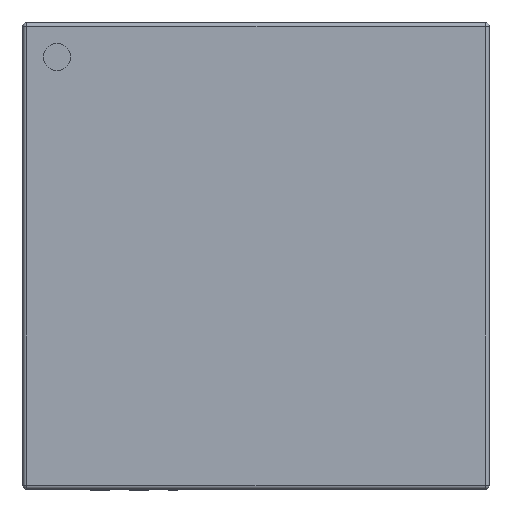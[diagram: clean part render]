
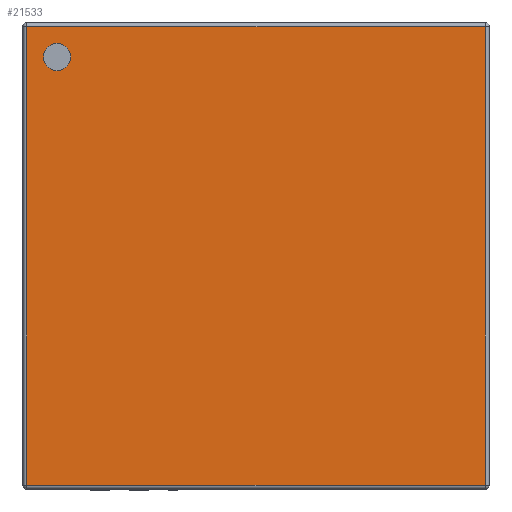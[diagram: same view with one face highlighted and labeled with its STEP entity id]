
A CAD part, top view. The second image highlights one B-rep face of the part: STEP entity #21533.
In plain terms, the highlighted planar face has unit normal (0, 0, 1).
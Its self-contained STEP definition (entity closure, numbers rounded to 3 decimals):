
#4942 = CYLINDRICAL_SURFACE('',#4943,0.05);
#4943 = AXIS2_PLACEMENT_3D('',#4944,#4945,#4946);
#4944 = CARTESIAN_POINT('',(-2.99,2.94,0.83));
#4945 = DIRECTION('',(1.,0.,0.));
#4946 = DIRECTION('',(0.,1.,0.));
#18319 = VERTEX_POINT('',#18320);
#18320 = CARTESIAN_POINT('',(-2.94,2.94,0.88));
#18342 = EDGE_CURVE('',#18319,#18343,#18345,.T.);
#18343 = VERTEX_POINT('',#18344);
#18344 = CARTESIAN_POINT('',(2.94,2.94,0.88));
#18345 = SURFACE_CURVE('',#18346,(#18350,#18357),.PCURVE_S1.);
#18346 = LINE('',#18347,#18348);
#18347 = CARTESIAN_POINT('',(-2.99,2.94,0.88));
#18348 = VECTOR('',#18349,1.);
#18349 = DIRECTION('',(1.,0.,0.));
#18350 = PCURVE('',#4942,#18351);
#18351 = DEFINITIONAL_REPRESENTATION('',(#18352),#18356);
#18352 = LINE('',#18353,#18354);
#18353 = CARTESIAN_POINT('',(1.571,0.));
#18354 = VECTOR('',#18355,1.);
#18355 = DIRECTION('',(0.,1.));
#18356 = ( GEOMETRIC_REPRESENTATION_CONTEXT(2) 
PARAMETRIC_REPRESENTATION_CONTEXT() REPRESENTATION_CONTEXT('2D SPACE',''
  ) );
#18357 = PCURVE('',#18358,#18363);
#18358 = PLANE('',#18359);
#18359 = AXIS2_PLACEMENT_3D('',#18360,#18361,#18362);
#18360 = CARTESIAN_POINT('',(-2.99,-2.99,0.88));
#18361 = DIRECTION('',(0.,0.,1.));
#18362 = DIRECTION('',(1.,0.,0.));
#18363 = DEFINITIONAL_REPRESENTATION('',(#18364),#18368);
#18364 = LINE('',#18365,#18366);
#18365 = CARTESIAN_POINT('',(0.,5.93));
#18366 = VECTOR('',#18367,1.);
#18367 = DIRECTION('',(1.,0.));
#18368 = ( GEOMETRIC_REPRESENTATION_CONTEXT(2) 
PARAMETRIC_REPRESENTATION_CONTEXT() REPRESENTATION_CONTEXT('2D SPACE',''
  ) );
#18707 = CYLINDRICAL_SURFACE('',#18708,0.05);
#18708 = AXIS2_PLACEMENT_3D('',#18709,#18710,#18711);
#18709 = CARTESIAN_POINT('',(-2.94,2.94,0.83));
#18710 = DIRECTION('',(-0.,-1.,-0.));
#18711 = DIRECTION('',(-1.,0.,0.));
#19020 = CYLINDRICAL_SURFACE('',#19021,0.05);
#19021 = AXIS2_PLACEMENT_3D('',#19022,#19023,#19024);
#19022 = CARTESIAN_POINT('',(-2.99,-2.94,0.83));
#19023 = DIRECTION('',(1.,0.,0.));
#19024 = DIRECTION('',(0.,-1.,0.));
#20415 = CYLINDRICAL_SURFACE('',#20416,0.05);
#20416 = AXIS2_PLACEMENT_3D('',#20417,#20418,#20419);
#20417 = CARTESIAN_POINT('',(2.94,2.94,0.83));
#20418 = DIRECTION('',(-0.,-1.,-0.));
#20419 = DIRECTION('',(0.,0.,1.));
#21533 = ADVANCED_FACE('',(#21534,#21604),#18358,.T.);
#21534 = FACE_BOUND('',#21535,.T.);
#21535 = EDGE_LOOP('',(#21536,#21561,#21582,#21583));
#21536 = ORIENTED_EDGE('',*,*,#21537,.T.);
#21537 = EDGE_CURVE('',#21538,#21540,#21542,.T.);
#21538 = VERTEX_POINT('',#21539);
#21539 = CARTESIAN_POINT('',(-2.94,-2.94,0.88));
#21540 = VERTEX_POINT('',#21541);
#21541 = CARTESIAN_POINT('',(2.94,-2.94,0.88));
#21542 = SURFACE_CURVE('',#21543,(#21547,#21554),.PCURVE_S1.);
#21543 = LINE('',#21544,#21545);
#21544 = CARTESIAN_POINT('',(-2.99,-2.94,0.88));
#21545 = VECTOR('',#21546,1.);
#21546 = DIRECTION('',(1.,0.,0.));
#21547 = PCURVE('',#18358,#21548);
#21548 = DEFINITIONAL_REPRESENTATION('',(#21549),#21553);
#21549 = LINE('',#21550,#21551);
#21550 = CARTESIAN_POINT('',(0.,0.05));
#21551 = VECTOR('',#21552,1.);
#21552 = DIRECTION('',(1.,0.));
#21553 = ( GEOMETRIC_REPRESENTATION_CONTEXT(2) 
PARAMETRIC_REPRESENTATION_CONTEXT() REPRESENTATION_CONTEXT('2D SPACE',''
  ) );
#21554 = PCURVE('',#19020,#21555);
#21555 = DEFINITIONAL_REPRESENTATION('',(#21556),#21560);
#21556 = LINE('',#21557,#21558);
#21557 = CARTESIAN_POINT('',(-1.571,0.));
#21558 = VECTOR('',#21559,1.);
#21559 = DIRECTION('',(-0.,1.));
#21560 = ( GEOMETRIC_REPRESENTATION_CONTEXT(2) 
PARAMETRIC_REPRESENTATION_CONTEXT() REPRESENTATION_CONTEXT('2D SPACE',''
  ) );
#21561 = ORIENTED_EDGE('',*,*,#21562,.F.);
#21562 = EDGE_CURVE('',#18343,#21540,#21563,.T.);
#21563 = SURFACE_CURVE('',#21564,(#21568,#21575),.PCURVE_S1.);
#21564 = LINE('',#21565,#21566);
#21565 = CARTESIAN_POINT('',(2.94,2.94,0.88));
#21566 = VECTOR('',#21567,1.);
#21567 = DIRECTION('',(-0.,-1.,-0.));
#21568 = PCURVE('',#18358,#21569);
#21569 = DEFINITIONAL_REPRESENTATION('',(#21570),#21574);
#21570 = LINE('',#21571,#21572);
#21571 = CARTESIAN_POINT('',(5.93,5.93));
#21572 = VECTOR('',#21573,1.);
#21573 = DIRECTION('',(-0.,-1.));
#21574 = ( GEOMETRIC_REPRESENTATION_CONTEXT(2) 
PARAMETRIC_REPRESENTATION_CONTEXT() REPRESENTATION_CONTEXT('2D SPACE',''
  ) );
#21575 = PCURVE('',#20415,#21576);
#21576 = DEFINITIONAL_REPRESENTATION('',(#21577),#21581);
#21577 = LINE('',#21578,#21579);
#21578 = CARTESIAN_POINT('',(-0.,0.));
#21579 = VECTOR('',#21580,1.);
#21580 = DIRECTION('',(-0.,1.));
#21581 = ( GEOMETRIC_REPRESENTATION_CONTEXT(2) 
PARAMETRIC_REPRESENTATION_CONTEXT() REPRESENTATION_CONTEXT('2D SPACE',''
  ) );
#21582 = ORIENTED_EDGE('',*,*,#18342,.F.);
#21583 = ORIENTED_EDGE('',*,*,#21584,.T.);
#21584 = EDGE_CURVE('',#18319,#21538,#21585,.T.);
#21585 = SURFACE_CURVE('',#21586,(#21590,#21597),.PCURVE_S1.);
#21586 = LINE('',#21587,#21588);
#21587 = CARTESIAN_POINT('',(-2.94,2.94,0.88));
#21588 = VECTOR('',#21589,1.);
#21589 = DIRECTION('',(-0.,-1.,-0.));
#21590 = PCURVE('',#18358,#21591);
#21591 = DEFINITIONAL_REPRESENTATION('',(#21592),#21596);
#21592 = LINE('',#21593,#21594);
#21593 = CARTESIAN_POINT('',(0.05,5.93));
#21594 = VECTOR('',#21595,1.);
#21595 = DIRECTION('',(-0.,-1.));
#21596 = ( GEOMETRIC_REPRESENTATION_CONTEXT(2) 
PARAMETRIC_REPRESENTATION_CONTEXT() REPRESENTATION_CONTEXT('2D SPACE',''
  ) );
#21597 = PCURVE('',#18707,#21598);
#21598 = DEFINITIONAL_REPRESENTATION('',(#21599),#21603);
#21599 = LINE('',#21600,#21601);
#21600 = CARTESIAN_POINT('',(-1.571,0.));
#21601 = VECTOR('',#21602,1.);
#21602 = DIRECTION('',(-0.,1.));
#21603 = ( GEOMETRIC_REPRESENTATION_CONTEXT(2) 
PARAMETRIC_REPRESENTATION_CONTEXT() REPRESENTATION_CONTEXT('2D SPACE',''
  ) );
#21604 = FACE_BOUND('',#21605,.T.);
#21605 = EDGE_LOOP('',(#21606));
#21606 = ORIENTED_EDGE('',*,*,#21607,.F.);
#21607 = EDGE_CURVE('',#21608,#21608,#21610,.T.);
#21608 = VERTEX_POINT('',#21609);
#21609 = CARTESIAN_POINT('',(-2.375,-2.55,0.88));
#21610 = SURFACE_CURVE('',#21611,(#21616,#21623),.PCURVE_S1.);
#21611 = CIRCLE('',#21612,0.175);
#21612 = AXIS2_PLACEMENT_3D('',#21613,#21614,#21615);
#21613 = CARTESIAN_POINT('',(-2.55,-2.55,0.88));
#21614 = DIRECTION('',(0.,0.,1.));
#21615 = DIRECTION('',(1.,0.,0.));
#21616 = PCURVE('',#18358,#21617);
#21617 = DEFINITIONAL_REPRESENTATION('',(#21618),#21622);
#21618 = CIRCLE('',#21619,0.175);
#21619 = AXIS2_PLACEMENT_2D('',#21620,#21621);
#21620 = CARTESIAN_POINT('',(0.44,0.44));
#21621 = DIRECTION('',(1.,0.));
#21622 = ( GEOMETRIC_REPRESENTATION_CONTEXT(2) 
PARAMETRIC_REPRESENTATION_CONTEXT() REPRESENTATION_CONTEXT('2D SPACE',''
  ) );
#21623 = PCURVE('',#21624,#21629);
#21624 = CYLINDRICAL_SURFACE('',#21625,0.175);
#21625 = AXIS2_PLACEMENT_3D('',#21626,#21627,#21628);
#21626 = CARTESIAN_POINT('',(-2.55,-2.55,0.88));
#21627 = DIRECTION('',(-0.,-0.,-1.));
#21628 = DIRECTION('',(1.,0.,0.));
#21629 = DEFINITIONAL_REPRESENTATION('',(#21630),#21634);
#21630 = LINE('',#21631,#21632);
#21631 = CARTESIAN_POINT('',(-0.,0.));
#21632 = VECTOR('',#21633,1.);
#21633 = DIRECTION('',(-1.,0.));
#21634 = ( GEOMETRIC_REPRESENTATION_CONTEXT(2) 
PARAMETRIC_REPRESENTATION_CONTEXT() REPRESENTATION_CONTEXT('2D SPACE',''
  ) );
